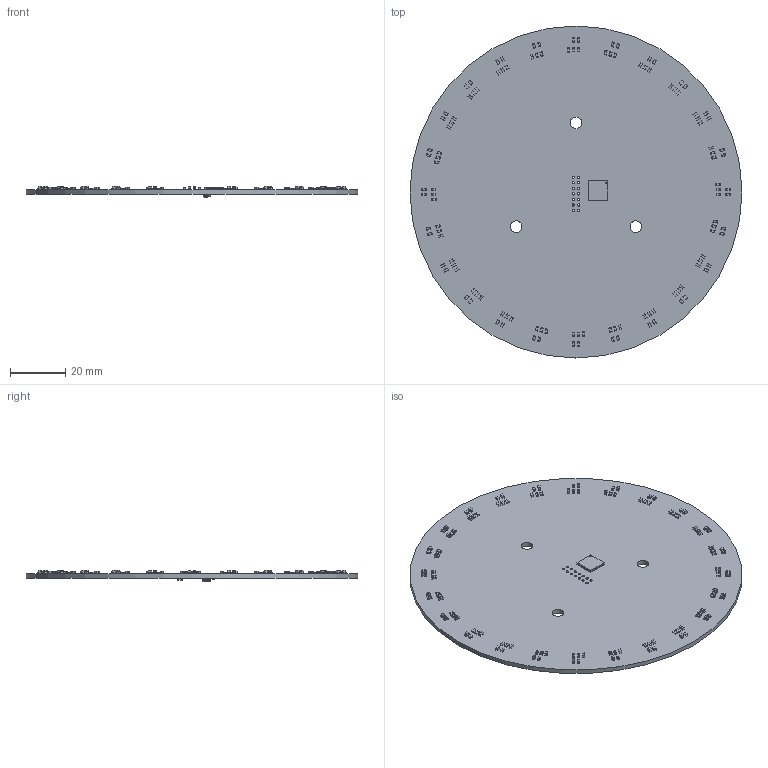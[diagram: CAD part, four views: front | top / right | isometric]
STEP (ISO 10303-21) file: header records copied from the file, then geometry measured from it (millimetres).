
FILE_DESCRIPTION(('KiCad electronic assembly'),'2;1');
FILE_NAME('Light_Ring_PCB.step','2022-01-30T21:17:01',('An Author'),( 'A Company'),'Open CASCADE STEP processor 7.3', 'KiCad to STEP converter','Unknown');
FILE_SCHEMA(('AUTOMOTIVE_DESIGN { 1 0 10303 214 1 1 1 1 }'));
Length unit declared in the file: millimetre
Products named in the file (14): Open CASCADE STEP translator 7.3 1; SOT-23; SOLID; C_0603_1608Metric; LED_0603_1608Metric; ALS-PT19-315C_L177_TR8; COMPOUND; R_0603_1608Metric; QFN-48-1EP_7x7mm_P0.5mm_EP5.15x5.15mm
Assembly tree (132 placements, depth 3):
  Open CASCADE STEP translator 7.3 1
    SOT-23
      SOLID
    C_0603_1608Metric  x26
      SOLID
    LED_0603_1608Metric  x24
      SOLID
    ALS-PT19-315C_L177_TR8  x24
      COMPOUND
    R_0603_1608Metric  x49
      SOLID
    QFN-48-1EP_7x7mm_P0.5mm_EP5.15x5.15mm
      SOLID
    COMPOUND
Bounding box: 120 x 120 x 4 mm (x, y, z)
Volume: 18148.7 mm3; surface area: 24137 mm2
Topology: 222 solids, 222 shells, 4800 faces, 12404 edges, 8126 vertices
Faces by surface type: plane 3750, cylinder 1023, bspline 27
Full cylindrical faces by diameter (mm): 0.5 x1, 0.85 x14, 4.2 x3, 120 x1
Entity records: 42201 total; most frequent: CARTESIAN_POINT 7300, DIRECTION 5876, LINE 4043, VECTOR 4043, ORIENTED_EDGE 3042, PCURVE 3042, DEFINITIONAL_REPRESENTATION 3042, EDGE_CURVE 1521
